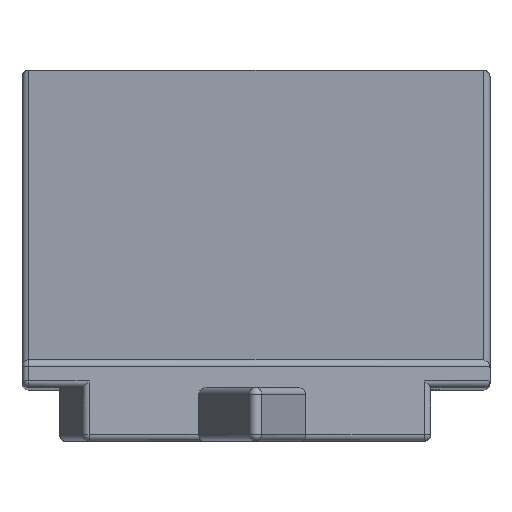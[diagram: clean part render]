
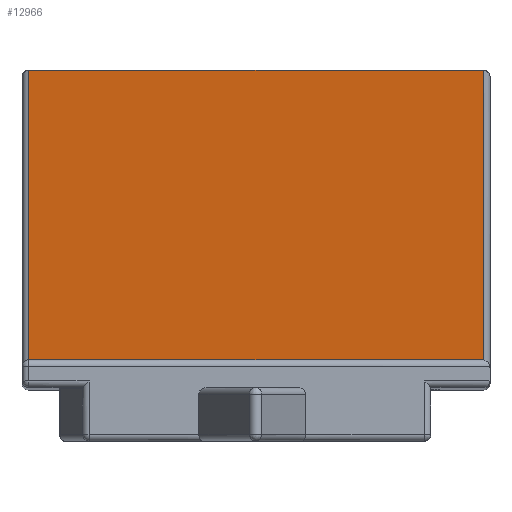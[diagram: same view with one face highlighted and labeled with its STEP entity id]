
A CAD part, top view. The second image highlights one B-rep face of the part: STEP entity #12966.
In plain terms, the highlighted planar face has unit normal (0, 0.974, 0.227).
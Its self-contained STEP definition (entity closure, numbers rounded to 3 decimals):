
#1938=FACE_OUTER_BOUND('',#2668,.T.);
#2668=EDGE_LOOP('',(#11967,#11968,#11969,#11970));
#3769=LINE('',#22723,#4905);
#3772=LINE('',#22740,#4908);
#3776=LINE('',#22759,#4912);
#3785=LINE('',#22786,#4921);
#4905=VECTOR('',#15508,10.);
#4908=VECTOR('',#15529,10.);
#4912=VECTOR('',#15553,10.);
#4921=VECTOR('',#15590,10.);
#6192=VERTEX_POINT('',#22713);
#6196=VERTEX_POINT('',#22722);
#6201=VERTEX_POINT('',#22736);
#6204=VERTEX_POINT('',#22751);
#8080=EDGE_CURVE('',#6192,#6196,#3769,.T.);
#8089=EDGE_CURVE('',#6196,#6201,#3772,.T.);
#8099=EDGE_CURVE('',#6204,#6192,#3776,.T.);
#8114=EDGE_CURVE('',#6201,#6204,#3785,.T.);
#11967=ORIENTED_EDGE('',*,*,#8080,.F.);
#11968=ORIENTED_EDGE('',*,*,#8099,.F.);
#11969=ORIENTED_EDGE('',*,*,#8114,.F.);
#11970=ORIENTED_EDGE('',*,*,#8089,.F.);
#12272=PLANE('',#13495);
#12966=ADVANCED_FACE('',(#1938),#12272,.F.);
#13495=AXIS2_PLACEMENT_3D('',#22837,#15655,#15656);
#15508=DIRECTION('',(0.,-0.227,0.974));
#15529=DIRECTION('',(-1.,0.,0.));
#15553=DIRECTION('',(1.,0.,0.));
#15590=DIRECTION('',(0.,0.227,-0.974));
#15655=DIRECTION('center_axis',(0.,-0.974,-0.227));
#15656=DIRECTION('ref_axis',(0.,0.227,-0.974));
#22713=CARTESIAN_POINT('',(-1.,47.773,12.159));
#22722=CARTESIAN_POINT('',(-1.,4.18,199.227));
#22723=CARTESIAN_POINT('',(-1.,3.897,200.442));
#22736=CARTESIAN_POINT('',(-69.,4.18,199.227));
#22740=CARTESIAN_POINT('',(-70.,4.18,199.227));
#22751=CARTESIAN_POINT('',(-69.,47.773,12.159));
#22759=CARTESIAN_POINT('',(-70.,47.773,12.159));
#22786=CARTESIAN_POINT('',(-69.,26.,105.593));
#22837=CARTESIAN_POINT('Origin',(-70.,4.,200.));
